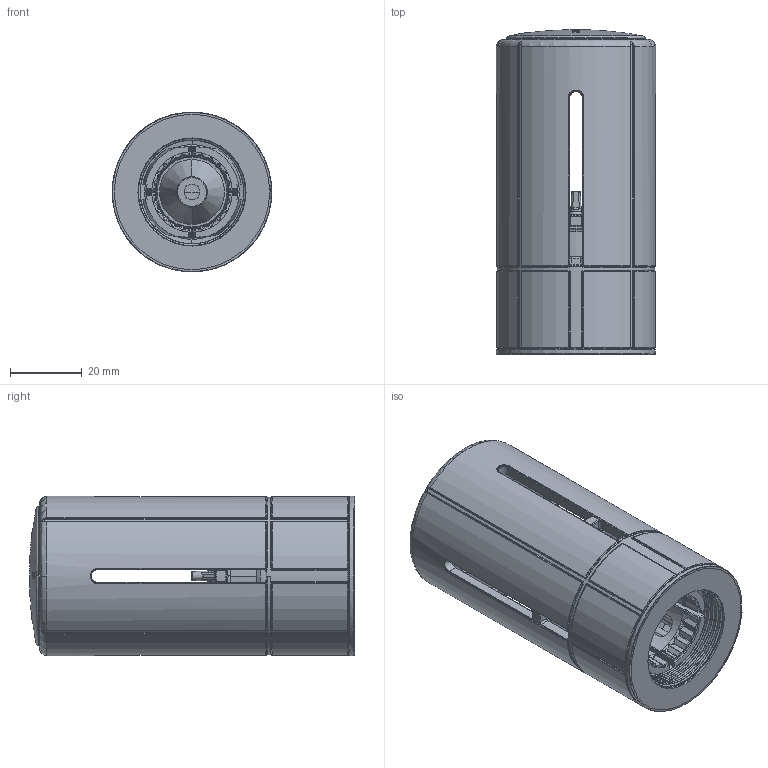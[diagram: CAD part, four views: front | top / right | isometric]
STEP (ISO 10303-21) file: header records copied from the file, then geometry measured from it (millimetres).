
FILE_DESCRIPTION((''),'2;1');
FILE_NAME('2500-04-500_ASM','2020-10-08T15:17:45',('cylbar'),(''),'CREO PARAMETRIC BY PTC INC, 2019030','CREO PARAMETRIC BY PTC INC, 2019030','');
FILE_SCHEMA(('CONFIG_CONTROL_DESIGN','SHAPE_APPEARANCE_LAYERS_GROUPS'));
Products named in the file (7): 2500-04-024_5_1; 2500-04-034_5_1; 2500-04-047_11_1; 2500-04-088_LOGO_CEN_24_1; 2500-04-439-GEN_ASM_37_ASM_1_ASM; 2500-04-500_ASM_1_ASM; 2500-04-500_ASM
Assembly tree (6 placements, depth 4):
  2500-04-500_ASM
    2500-04-500_ASM_1_ASM
      2500-04-439-GEN_ASM_37_ASM_1_ASM
        2500-04-024_5_1
        2500-04-034_5_1
        2500-04-047_11_1
        2500-04-088_LOGO_CEN_24_1
Bounding box: 44.6 x 90.85 x 44.6 mm (x, y, z)
Volume: 58766.7 mm3; surface area: 46672 mm2
Topology: 4 solids, 4 shells, 2693 faces, 6969 edges, 4178 vertices
Faces by surface type: cylinder 781, bspline 775, plane 444, torus 409, cone 145, sphere 138, extrusion 1
Entity records: 154496 total; most frequent: CARTESIAN_POINT 74632, ORIENTED_EDGE 13712, DIRECTION 10170, PRESENTATION_STYLE_ASSIGNMENT 7044, STYLED_ITEM 6860, CURVE_STYLE 6856, EDGE_CURVE 6856, AXIS2_PLACEMENT_3D 4329
